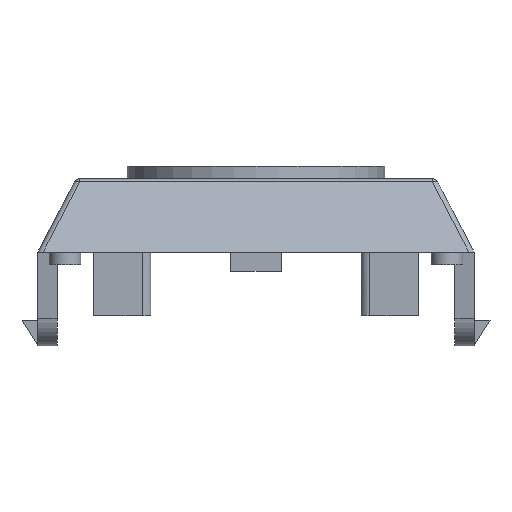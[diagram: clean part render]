
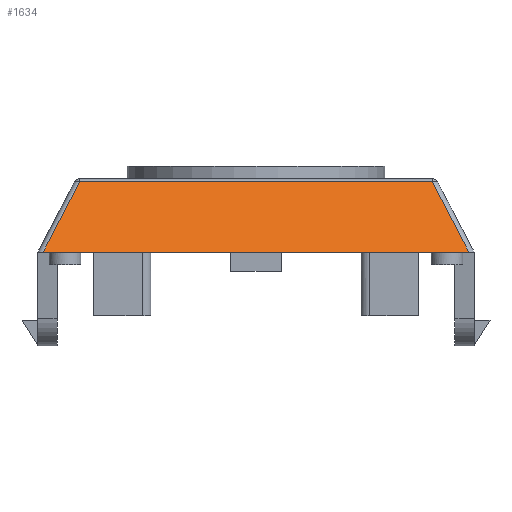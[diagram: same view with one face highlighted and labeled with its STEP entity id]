
A CAD part, front view. The second image highlights one B-rep face of the part: STEP entity #1634.
In plain terms, the highlighted planar face has unit normal (0, -0.839, 0.545).
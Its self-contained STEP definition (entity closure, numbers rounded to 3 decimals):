
#113 = VERTEX_POINT('',#114);
#114 = CARTESIAN_POINT('',(-6.681,-7.3,0.));
#121 = EDGE_CURVE('',#113,#122,#124,.T.);
#122 = VERTEX_POINT('',#123);
#123 = CARTESIAN_POINT('',(6.681,-7.3,0.));
#124 = LINE('',#125,#126);
#125 = CARTESIAN_POINT('',(-8.425,-7.3,0.));
#126 = VECTOR('',#127,1.);
#127 = DIRECTION('',(1.,0.,0.));
#1589 = EDGE_CURVE('',#113,#1590,#1592,.T.);
#1590 = VERTEX_POINT('',#1591);
#1591 = CARTESIAN_POINT('',(-5.531,-5.866,
    2.209));
#1592 = LINE('',#1593,#1594);
#1593 = CARTESIAN_POINT('',(-6.708,-7.334,
    -0.052));
#1594 = VECTOR('',#1595,1.);
#1595 = DIRECTION('',(0.4,0.499,0.769));
#1614 = EDGE_CURVE('',#122,#1615,#1617,.T.);
#1615 = VERTEX_POINT('',#1616);
#1616 = CARTESIAN_POINT('',(5.531,-5.866,
    2.209));
#1617 = LINE('',#1618,#1619);
#1618 = CARTESIAN_POINT('',(6.708,-7.334,
    -0.052));
#1619 = VECTOR('',#1620,1.);
#1620 = DIRECTION('',(-0.4,0.499,0.769));
#1634 = ADVANCED_FACE('',(#1635),#1646,.T.);
#1635 = FACE_BOUND('',#1636,.T.);
#1636 = EDGE_LOOP('',(#1637,#1638,#1639,#1645));
#1637 = ORIENTED_EDGE('',*,*,#121,.T.);
#1638 = ORIENTED_EDGE('',*,*,#1614,.T.);
#1639 = ORIENTED_EDGE('',*,*,#1640,.F.);
#1640 = EDGE_CURVE('',#1590,#1615,#1641,.T.);
#1641 = LINE('',#1642,#1643);
#1642 = CARTESIAN_POINT('',(-5.653,-5.866,
    2.209));
#1643 = VECTOR('',#1644,1.);
#1644 = DIRECTION('',(1.,0.,0.));
#1645 = ORIENTED_EDGE('',*,*,#1589,.F.);
#1646 = PLANE('',#1647);
#1647 = AXIS2_PLACEMENT_3D('',#1648,#1649,#1650);
#1648 = CARTESIAN_POINT('',(-10.,-10.547,-5.));
#1649 = DIRECTION('',(0.,-0.839,0.545));
#1650 = DIRECTION('',(0.,0.545,0.839));
